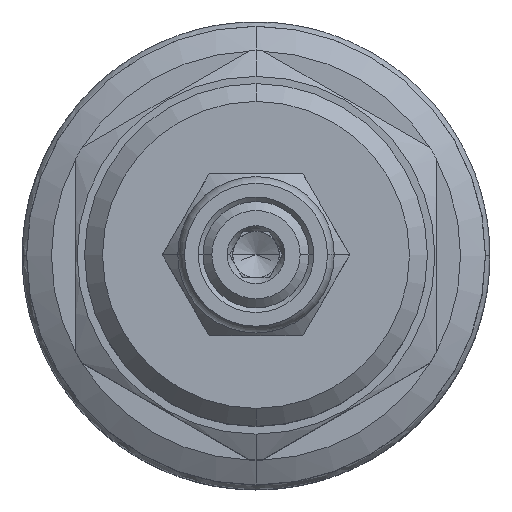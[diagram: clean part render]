
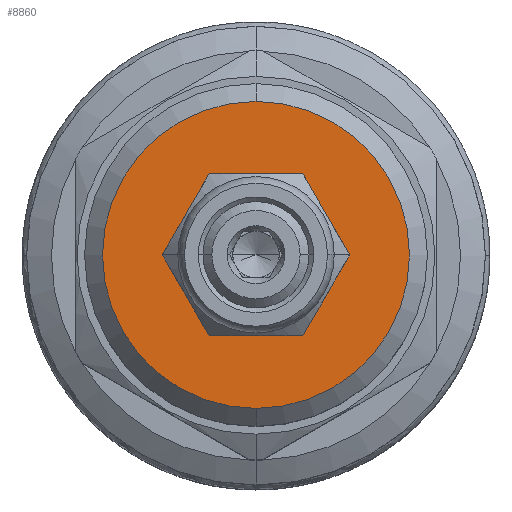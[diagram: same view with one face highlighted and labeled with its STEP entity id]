
A CAD part, top view. The second image highlights one B-rep face of the part: STEP entity #8860.
In plain terms, the highlighted planar face has unit normal (0, 0, 1).
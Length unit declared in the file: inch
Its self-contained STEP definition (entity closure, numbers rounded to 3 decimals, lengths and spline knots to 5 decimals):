
#5953=CARTESIAN_POINT('',(0.,0.,4.972));
#5954=DIRECTION('',(0.,0.,1.));
#5955=DIRECTION('',(-1.,0.,0.));
#5956=AXIS2_PLACEMENT_3D('',#5953,#5954,#5955);
#5958=CARTESIAN_POINT('',(0.,0.,4.972));
#5959=DIRECTION('',(0.,0.,1.));
#5960=DIRECTION('',(1.,0.,0.));
#5961=AXIS2_PLACEMENT_3D('',#5958,#5959,#5960);
#5963=CARTESIAN_POINT('',(0.,0.,4.972));
#5964=DIRECTION('',(0.,0.,1.));
#5965=DIRECTION('',(0.,-1.,0.));
#5966=AXIS2_PLACEMENT_3D('',#5963,#5964,#5965);
#5981=CARTESIAN_POINT('',(0.,0.,4.972));
#5982=DIRECTION('',(0.,0.,1.));
#5983=DIRECTION('',(0.,1.,0.));
#5984=AXIS2_PLACEMENT_3D('',#5981,#5982,#5983);
#8194=CARTESIAN_POINT('',(0.,0.532,4.972));
#8195=CARTESIAN_POINT('',(0.,-0.532,4.972));
#8196=VERTEX_POINT('',#8194);
#8197=VERTEX_POINT('',#8195);
#8439=CARTESIAN_POINT('',(-0.271,0.,4.972));
#8440=CARTESIAN_POINT('',(0.271,0.,4.972));
#8441=VERTEX_POINT('',#8439);
#8442=VERTEX_POINT('',#8440);
#8844=CARTESIAN_POINT('',(0.,0.,4.972));
#8845=DIRECTION('',(0.,0.,1.));
#8846=DIRECTION('',(0.,1.,0.));
#8847=AXIS2_PLACEMENT_3D('',#8844,#8845,#8846);
#8848=PLANE('',#8847);
#8850=ORIENTED_EDGE('',*,*,#8849,.F.);
#8852=ORIENTED_EDGE('',*,*,#8851,.F.);
#8853=EDGE_LOOP('',(#8850,#8852));
#8854=FACE_OUTER_BOUND('',#8853,.F.);
#8855=ORIENTED_EDGE('',*,*,#8834,.T.);
#8857=ORIENTED_EDGE('',*,*,#8856,.T.);
#8858=EDGE_LOOP('',(#8855,#8857));
#8859=FACE_BOUND('',#8858,.F.);
#8860=ADVANCED_FACE('',(#8854,#8859),#8848,.T.);
#5957=CIRCLE('',#5956,0.271);
#5962=CIRCLE('',#5961,0.271);
#5967=CIRCLE('',#5966,0.532);
#5985=CIRCLE('',#5984,0.532);
#8834=EDGE_CURVE('',#8441,#8442,#5957,.T.);
#8849=EDGE_CURVE('',#8197,#8196,#5967,.T.);
#8851=EDGE_CURVE('',#8196,#8197,#5985,.T.);
#8856=EDGE_CURVE('',#8442,#8441,#5962,.T.);
